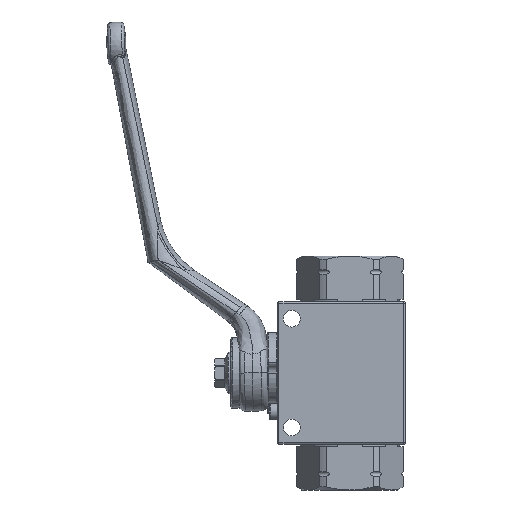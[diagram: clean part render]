
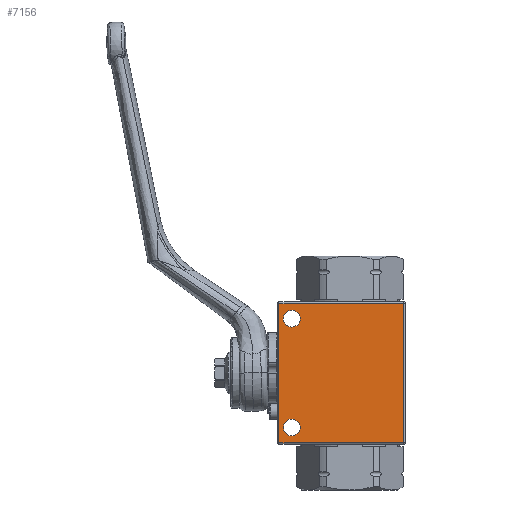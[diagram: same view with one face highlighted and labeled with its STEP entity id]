
A CAD part, left-side view. The second image highlights one B-rep face of the part: STEP entity #7156.
In plain terms, the highlighted planar face has unit normal (-1, 0, 0).
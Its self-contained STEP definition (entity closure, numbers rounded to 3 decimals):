
#432=FACE_BOUND('',#1187,.T.);
#433=FACE_BOUND('',#1188,.T.);
#478=PLANE('',#7719);
#775=FACE_OUTER_BOUND('',#1186,.T.);
#1186=EDGE_LOOP('',(#4921,#4922,#4923,#4924));
#1187=EDGE_LOOP('',(#4925));
#1188=EDGE_LOOP('',(#4926));
#1582=LINE('',#10909,#1938);
#1588=LINE('',#10946,#1944);
#1600=LINE('',#10978,#1956);
#1602=LINE('',#10981,#1958);
#1938=VECTOR('',#8732,10.);
#1944=VECTOR('',#8776,10.);
#1956=VECTOR('',#8816,10.);
#1958=VECTOR('',#8820,10.);
#2329=CIRCLE('',#7666,2.625);
#2332=CIRCLE('',#7670,2.625);
#2803=VERTEX_POINT('',#10882);
#2806=VERTEX_POINT('',#10890);
#2807=VERTEX_POINT('',#10894);
#2812=VERTEX_POINT('',#10904);
#2818=VERTEX_POINT('',#10921);
#2822=VERTEX_POINT('',#10938);
#3561=EDGE_CURVE('',#2803,#2803,#2329,.T.);
#3565=EDGE_CURVE('',#2806,#2806,#2332,.T.);
#3573=EDGE_CURVE('',#2807,#2812,#1582,.T.);
#3591=EDGE_CURVE('',#2822,#2818,#1588,.T.);
#3609=EDGE_CURVE('',#2812,#2822,#1600,.T.);
#3611=EDGE_CURVE('',#2818,#2807,#1602,.T.);
#4921=ORIENTED_EDGE('',*,*,#3591,.F.);
#4922=ORIENTED_EDGE('',*,*,#3609,.F.);
#4923=ORIENTED_EDGE('',*,*,#3573,.F.);
#4924=ORIENTED_EDGE('',*,*,#3611,.F.);
#4925=ORIENTED_EDGE('',*,*,#3561,.T.);
#4926=ORIENTED_EDGE('',*,*,#3565,.T.);
#7156=ADVANCED_FACE('',(#775,#432,#433),#478,.T.);
#7666=AXIS2_PLACEMENT_3D('',#10884,#8702,#8703);
#7670=AXIS2_PLACEMENT_3D('',#10892,#8711,#8712);
#7719=AXIS2_PLACEMENT_3D('',#10991,#8833,#8834);
#8702=DIRECTION('center_axis',(1.,0.,0.));
#8703=DIRECTION('ref_axis',(0.,0.,-1.));
#8711=DIRECTION('center_axis',(1.,0.,0.));
#8712=DIRECTION('ref_axis',(0.,0.,-1.));
#8732=DIRECTION('',(0.,0.,-1.));
#8776=DIRECTION('',(0.,0.,1.));
#8816=DIRECTION('',(0.,1.,0.));
#8820=DIRECTION('',(0.,-1.,0.));
#8833=DIRECTION('center_axis',(-1.,0.,0.));
#8834=DIRECTION('ref_axis',(0.,-1.,0.));
#10882=CARTESIAN_POINT('',(-18.745,18.333,19.625));
#10884=CARTESIAN_POINT('Origin',(-18.745,18.333,17.));
#10890=CARTESIAN_POINT('',(-18.745,18.333,-14.375));
#10892=CARTESIAN_POINT('Origin',(-18.745,18.333,-17.));
#10894=CARTESIAN_POINT('',(-18.745,-16.667,21.7));
#10904=CARTESIAN_POINT('',(-18.745,-16.667,-21.7));
#10909=CARTESIAN_POINT('',(-18.745,-16.667,0.));
#10921=CARTESIAN_POINT('',(-18.745,22.333,21.7));
#10938=CARTESIAN_POINT('',(-18.745,22.333,-21.7));
#10946=CARTESIAN_POINT('',(-18.745,22.333,0.));
#10978=CARTESIAN_POINT('',(-18.745,12.833,-21.7));
#10981=CARTESIAN_POINT('',(-18.745,12.833,21.7));
#10991=CARTESIAN_POINT('Origin',(-18.745,22.833,0.));
